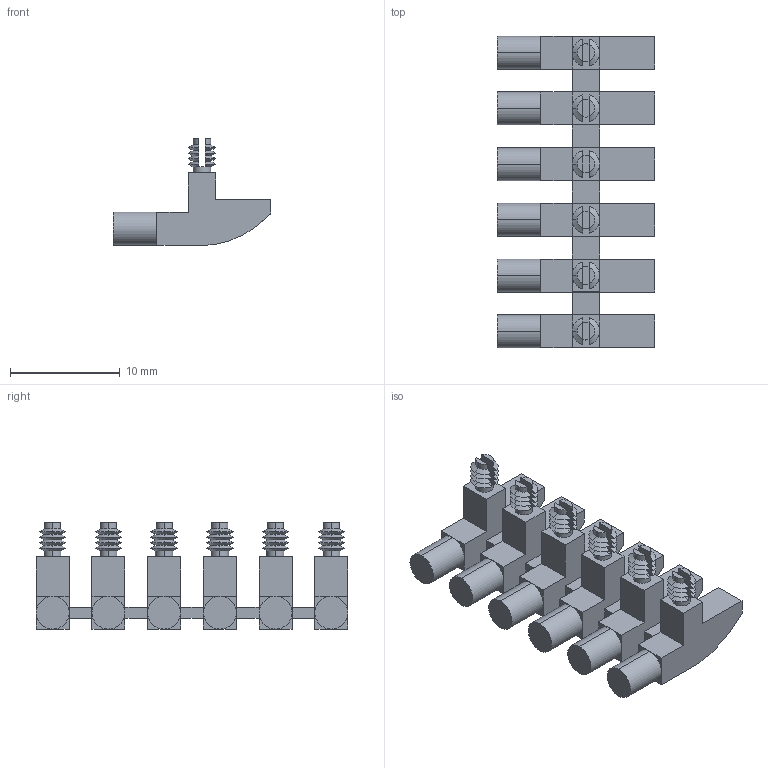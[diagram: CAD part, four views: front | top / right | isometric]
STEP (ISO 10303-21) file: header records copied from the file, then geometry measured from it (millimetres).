
FILE_DESCRIPTION (( 'STEP AP214' ), '1' );
FILE_NAME ('User Library-Mentor_1271-1006.STEP', '2020-10-07T11:26:19', ( '' ), ( '' ), 'SwSTEP 2.0', 'SolidWorks 2020', '' );
FILE_SCHEMA (( 'AUTOMOTIVE_DESIGN' ));
Length unit declared in the file: millimetre
Products named in the file (1): User Library-Mentor_1271-1006
Bounding box: 14.4 x 28.4 x 9.68 mm (x, y, z)
Volume: 959.9 mm3; surface area: 1549.2 mm2
Topology: 1 solids, 1 shells, 326 faces, 852 edges, 544 vertices
Faces by surface type: cone 144, plane 134, cylinder 42, bspline 6
Entity records: 10274 total; most frequent: CARTESIAN_POINT 2401, ORIENTED_EDGE 1704, DIRECTION 1578, EDGE_CURVE 852, AXIS2_PLACEMENT_3D 609, VERTEX_POINT 544, LINE 360, VECTOR 360
